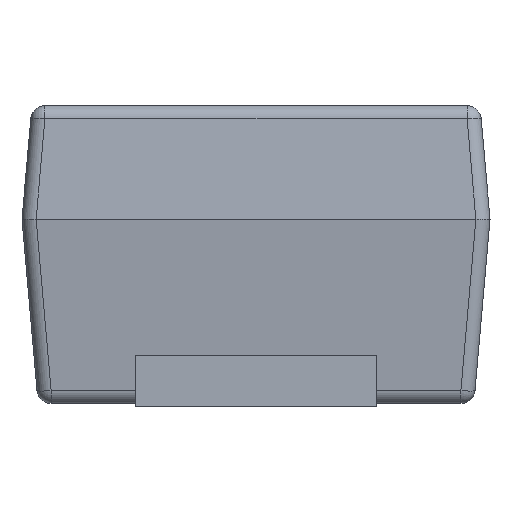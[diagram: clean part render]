
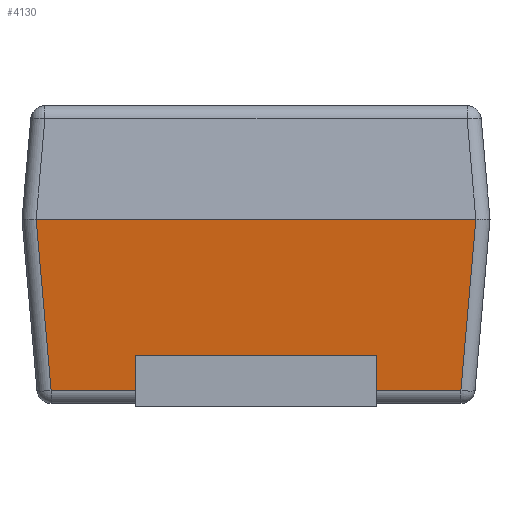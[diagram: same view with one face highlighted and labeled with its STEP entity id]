
A CAD part, left-side view. The second image highlights one B-rep face of the part: STEP entity #4130.
In plain terms, the highlighted planar face has unit normal (-0.996, 0, -0.087).
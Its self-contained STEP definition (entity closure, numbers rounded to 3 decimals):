
#16 = CARTESIAN_POINT ( 'NONE',  ( -1.4, 0.825, 0. ) ) ;
#79 = DIRECTION ( 'NONE',  ( -0.087, -0.087, 0.992 ) ) ;
#96 = VECTOR ( 'NONE', #2702, 1000. ) ;
#154 = ORIENTED_EDGE ( 'NONE', *, *, #4298, .T. ) ;
#227 = EDGE_CURVE ( 'NONE', #5157, #3782, #4267, .T. ) ;
#234 = VECTOR ( 'NONE', #3200, 1000. ) ;
#262 = ORIENTED_EDGE ( 'NONE', *, *, #3251, .F. ) ;
#400 = DIRECTION ( 'NONE',  ( -0.087, 0., 0.996 ) ) ;
#521 = VECTOR ( 'NONE', #4742, 1000. ) ;
#549 = EDGE_CURVE ( 'NONE', #4233, #4208, #4529, .T. ) ;
#610 = LINE ( 'NONE', #3027, #5090 ) ;
#733 = LINE ( 'NONE', #16, #521 ) ;
#740 = PLANE ( 'NONE',  #4212 ) ;
#799 = VECTOR ( 'NONE', #4033, 1000. ) ;
#841 = CARTESIAN_POINT ( 'NONE',  ( -1.347, 0.722, -0.604 ) ) ;
#861 = CARTESIAN_POINT ( 'NONE',  ( -1.4, 0.825, 0. ) ) ;
#1256 = LINE ( 'NONE', #4893, #96 ) ;
#1547 = CARTESIAN_POINT ( 'NONE',  ( -1.347, -0.425, -0.604 ) ) ;
#1835 = VERTEX_POINT ( 'NONE', #4974 ) ;
#1854 = ORIENTED_EDGE ( 'NONE', *, *, #3925, .T. ) ;
#2187 = EDGE_CURVE ( 'NONE', #2559, #2403, #610, .T. ) ;
#2212 = ORIENTED_EDGE ( 'NONE', *, *, #3813, .T. ) ;
#2284 = LINE ( 'NONE', #2676, #3627 ) ;
#2403 = VERTEX_POINT ( 'NONE', #4804 ) ;
#2413 = ORIENTED_EDGE ( 'NONE', *, *, #3377, .T. ) ;
#2443 = VECTOR ( 'NONE', #3415, 1000. ) ;
#2559 = VERTEX_POINT ( 'NONE', #1547 ) ;
#2656 = CARTESIAN_POINT ( 'NONE',  ( -1.4, 0.775, 0. ) ) ;
#2676 = CARTESIAN_POINT ( 'NONE',  ( -1.388, -0.763, -0.138 ) ) ;
#2702 = DIRECTION ( 'NONE',  ( 0., -1., 0. ) ) ;
#2874 = CARTESIAN_POINT ( 'NONE',  ( -1.4, -0.775, 0. ) ) ;
#2878 = EDGE_LOOP ( 'NONE', ( #5252, #2212, #4047, #2413, #154, #262, #4573, #1854 ) ) ;
#3027 = CARTESIAN_POINT ( 'NONE',  ( -1.4, -0.425, 0. ) ) ;
#3032 = FACE_OUTER_BOUND ( 'NONE', #2878, .T. ) ;
#3200 = DIRECTION ( 'NONE',  ( 0., -1., 0. ) ) ;
#3251 = EDGE_CURVE ( 'NONE', #4233, #5566, #733, .T. ) ;
#3254 = CARTESIAN_POINT ( 'NONE',  ( -1.358, 0.425, -0.48 ) ) ;
#3377 = EDGE_CURVE ( 'NONE', #2559, #1835, #3378, .T. ) ;
#3378 = LINE ( 'NONE', #4822, #3442 ) ;
#3415 = DIRECTION ( 'NONE',  ( 0.087, -0.087, -0.992 ) ) ;
#3442 = VECTOR ( 'NONE', #4881, 1000. ) ;
#3627 = VECTOR ( 'NONE', #79, 1000. ) ;
#3782 = VERTEX_POINT ( 'NONE', #5243 ) ;
#3813 = EDGE_CURVE ( 'NONE', #5157, #2403, #5398, .T. ) ;
#3925 = EDGE_CURVE ( 'NONE', #4208, #3782, #1256, .T. ) ;
#4033 = DIRECTION ( 'NONE',  ( 0.087, 0., -0.996 ) ) ;
#4047 = ORIENTED_EDGE ( 'NONE', *, *, #2187, .F. ) ;
#4130 = ADVANCED_FACE ( 'NONE', ( #3032 ), #740, .T. ) ;
#4208 = VERTEX_POINT ( 'NONE', #841 ) ;
#4212 = AXIS2_PLACEMENT_3D ( 'NONE', #861, #5138, #5586 ) ;
#4233 = VERTEX_POINT ( 'NONE', #2656 ) ;
#4267 = LINE ( 'NONE', #5299, #799 ) ;
#4298 = EDGE_CURVE ( 'NONE', #1835, #5566, #2284, .T. ) ;
#4529 = LINE ( 'NONE', #4674, #2443 ) ;
#4573 = ORIENTED_EDGE ( 'NONE', *, *, #549, .T. ) ;
#4674 = CARTESIAN_POINT ( 'NONE',  ( -1.4, 0.776, 0.004 ) ) ;
#4742 = DIRECTION ( 'NONE',  ( 0., -1., 0. ) ) ;
#4804 = CARTESIAN_POINT ( 'NONE',  ( -1.358, -0.425, -0.48 ) ) ;
#4822 = CARTESIAN_POINT ( 'NONE',  ( -1.347, -0.768, -0.604 ) ) ;
#4881 = DIRECTION ( 'NONE',  ( 0., -1., 0. ) ) ;
#4893 = CARTESIAN_POINT ( 'NONE',  ( -1.347, -0.768, -0.604 ) ) ;
#4974 = CARTESIAN_POINT ( 'NONE',  ( -1.347, -0.722, -0.604 ) ) ;
#5090 = VECTOR ( 'NONE', #400, 1000. ) ;
#5138 = DIRECTION ( 'NONE',  ( -0.996, 0., -0.087 ) ) ;
#5157 = VERTEX_POINT ( 'NONE', #3254 ) ;
#5243 = CARTESIAN_POINT ( 'NONE',  ( -1.347, 0.425, -0.604 ) ) ;
#5252 = ORIENTED_EDGE ( 'NONE', *, *, #227, .F. ) ;
#5299 = CARTESIAN_POINT ( 'NONE',  ( -1.4, 0.425, 0. ) ) ;
#5304 = CARTESIAN_POINT ( 'NONE',  ( -1.358, 0.825, -0.48 ) ) ;
#5398 = LINE ( 'NONE', #5304, #234 ) ;
#5566 = VERTEX_POINT ( 'NONE', #2874 ) ;
#5586 = DIRECTION ( 'NONE',  ( -0.087, 0., 0.996 ) ) ;
